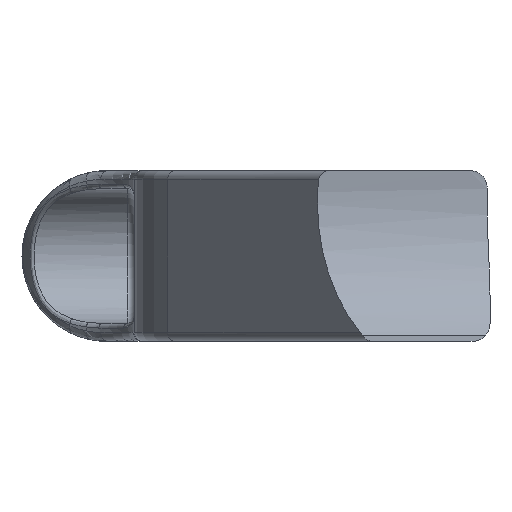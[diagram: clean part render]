
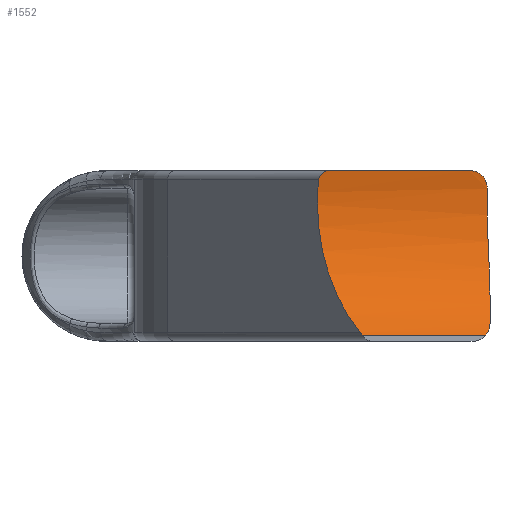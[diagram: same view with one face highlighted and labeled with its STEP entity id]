
A CAD part, front view. The second image highlights one B-rep face of the part: STEP entity #1552.
In plain terms, the highlighted cylindrical face has radius 19.05 mm (diameter 38.1 mm), a partial arc.
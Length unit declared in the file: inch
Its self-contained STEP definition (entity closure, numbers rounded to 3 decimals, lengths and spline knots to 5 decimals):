
#70=ELLIPSE('',#1721,0.92061,0.75);
#119=LINE('',#3235,#189);
#120=LINE('',#3258,#190);
#189=VECTOR('',#2065,0.3937);
#190=VECTOR('',#2068,0.3937);
#234=CYLINDRICAL_SURFACE('',#1719,0.75);
#308=FACE_OUTER_BOUND('',#412,.T.);
#412=EDGE_LOOP('',(#1255,#1256,#1257,#1258,#1259,#1260,#1261,#1262,#1263));
#477=B_SPLINE_CURVE_WITH_KNOTS('',3,(#2730,#2731,#2732,#2733,#2734,#2735,
#2736,#2737,#2738,#2739),.UNSPECIFIED.,.F.,.F.,(4,2,2,2,4),(3.49882,
3.64724,4.01354,4.37985,4.69603),
 .UNSPECIFIED.);
#494=B_SPLINE_CURVE_WITH_KNOTS('',3,(#3230,#3231,#3232,#3233),
 .UNSPECIFIED.,.F.,.F.,(4,4),(0.21126,0.26449),
 .UNSPECIFIED.);
#495=B_SPLINE_CURVE_WITH_KNOTS('',3,(#3237,#3238,#3239,#3240,#3241,#3242),
 .UNSPECIFIED.,.F.,.F.,(4,2,4),(0.35433,0.47132,0.54524),
 .UNSPECIFIED.);
#496=B_SPLINE_CURVE_WITH_KNOTS('',3,(#3245,#3246,#3247,#3248,#3249,#3250,
#3251,#3252,#3253,#3254,#3255,#3256),.UNSPECIFIED.,.F.,.F.,(4,2,2,2,2,4),
(-0.31676,-0.3092,-0.23249,-0.15581,
-0.07827,0.),.UNSPECIFIED.);
#497=B_SPLINE_CURVE_WITH_KNOTS('',3,(#3260,#3261,#3262,#3263,#3264,#3265,
#3266,#3267,#3268,#3269),.UNSPECIFIED.,.F.,.F.,(4,2,2,2,4),(-0.17529,
-0.13615,-0.097,-0.0485,0.),
 .UNSPECIFIED.);
#566=CIRCLE('',#1720,0.75);
#645=VERTEX_POINT('',#2727);
#646=VERTEX_POINT('',#2729);
#702=VERTEX_POINT('',#3228);
#703=VERTEX_POINT('',#3229);
#704=VERTEX_POINT('',#3234);
#705=VERTEX_POINT('',#3236);
#706=VERTEX_POINT('',#3244);
#707=VERTEX_POINT('',#3257);
#708=VERTEX_POINT('',#3259);
#802=EDGE_CURVE('',#645,#646,#477,.T.);
#899=EDGE_CURVE('',#702,#703,#494,.T.);
#900=EDGE_CURVE('',#704,#702,#119,.T.);
#901=EDGE_CURVE('',#705,#704,#495,.T.);
#902=EDGE_CURVE('',#646,#705,#566,.T.);
#903=EDGE_CURVE('',#706,#645,#496,.T.);
#904=EDGE_CURVE('',#707,#706,#120,.T.);
#905=EDGE_CURVE('',#708,#707,#497,.T.);
#906=EDGE_CURVE('',#703,#708,#70,.T.);
#1255=ORIENTED_EDGE('',*,*,#899,.F.);
#1256=ORIENTED_EDGE('',*,*,#900,.F.);
#1257=ORIENTED_EDGE('',*,*,#901,.F.);
#1258=ORIENTED_EDGE('',*,*,#902,.F.);
#1259=ORIENTED_EDGE('',*,*,#802,.F.);
#1260=ORIENTED_EDGE('',*,*,#903,.F.);
#1261=ORIENTED_EDGE('',*,*,#904,.F.);
#1262=ORIENTED_EDGE('',*,*,#905,.F.);
#1263=ORIENTED_EDGE('',*,*,#906,.F.);
#1552=ADVANCED_FACE('',(#308),#234,.F.);
#1719=AXIS2_PLACEMENT_3D('',#3227,#2063,#2064);
#1720=AXIS2_PLACEMENT_3D('',#3243,#2066,#2067);
#1721=AXIS2_PLACEMENT_3D('',#3270,#2069,#2070);
#2063=DIRECTION('center_axis',(-1.,0.,0.));
#2064=DIRECTION('ref_axis',(0.,1.,0.));
#2065=DIRECTION('',(-1.,0.,0.));
#2066=DIRECTION('center_axis',(-1.,0.,0.));
#2067=DIRECTION('ref_axis',(0.,1.,0.));
#2068=DIRECTION('',(1.,0.,0.));
#2069=DIRECTION('center_axis',(0.815,0.58,0.));
#2070=DIRECTION('ref_axis',(-0.58,0.815,0.));
#2727=CARTESIAN_POINT('',(-0.32682,0.74767,0.05906));
#2729=CARTESIAN_POINT('',(-0.31496,0.62992,-0.40706));
#2730=CARTESIAN_POINT('Ctrl Pts',(-0.32682,0.74767,
0.05906));
#2731=CARTESIAN_POINT('Ctrl Pts',(-0.32714,0.74924,
0.03921));
#2732=CARTESIAN_POINT('Ctrl Pts',(-0.3273,0.75,0.01948));
#2733=CARTESIAN_POINT('Ctrl Pts',(-0.3273,0.75,-0.04807));
#2734=CARTESIAN_POINT('Ctrl Pts',(-0.32626,0.7453,
-0.09767));
#2735=CARTESIAN_POINT('Ctrl Pts',(-0.32269,0.72565,
-0.19607));
#2736=CARTESIAN_POINT('Ctrl Pts',(-0.32018,0.7107,
-0.24489));
#2737=CARTESIAN_POINT('Ctrl Pts',(-0.31636,0.67399,
-0.3319));
#2738=CARTESIAN_POINT('Ctrl Pts',(-0.31496,0.65342,
-0.3707));
#2739=CARTESIAN_POINT('Ctrl Pts',(-0.31496,0.62992,-0.40706));
#3227=CARTESIAN_POINT('Origin',(0.,0.,0.));
#3228=CARTESIAN_POINT('',(-0.87,0.47244,-0.58249));
#3229=CARTESIAN_POINT('',(-0.88211,0.48643,-0.57087));
#3230=CARTESIAN_POINT('Ctrl Pts',(-0.87,0.47244,-0.58249));
#3231=CARTESIAN_POINT('Ctrl Pts',(-0.87466,0.47702,
-0.57878));
#3232=CARTESIAN_POINT('Ctrl Pts',(-0.87878,0.48175,-0.57485));
#3233=CARTESIAN_POINT('Ctrl Pts',(-0.88211,0.48643,
-0.57087));
#3234=CARTESIAN_POINT('',(-0.33371,0.47244,-0.58249));
#3235=CARTESIAN_POINT('',(0.,0.47244,-0.58249));
#3236=CARTESIAN_POINT('',(-0.31496,0.52916,-0.5315));
#3237=CARTESIAN_POINT('Ctrl Pts',(-0.31496,0.52916,
-0.5315));
#3238=CARTESIAN_POINT('Ctrl Pts',(-0.31496,0.51828,
-0.54233));
#3239=CARTESIAN_POINT('Ctrl Pts',(-0.31728,0.50617,
-0.55366));
#3240=CARTESIAN_POINT('Ctrl Pts',(-0.32501,0.48678,
-0.57066));
#3241=CARTESIAN_POINT('Ctrl Pts',(-0.32894,0.47936,
-0.57688));
#3242=CARTESIAN_POINT('Ctrl Pts',(-0.33371,0.47244,-0.58249));
#3243=CARTESIAN_POINT('Origin',(-0.31496,0.,0.));
#3244=CARTESIAN_POINT('',(-0.40508,0.73723,0.1378));
#3245=CARTESIAN_POINT('Ctrl Pts',(-0.40508,0.73723,
0.1378));
#3246=CARTESIAN_POINT('Ctrl Pts',(-0.40409,0.73723,
0.1378));
#3247=CARTESIAN_POINT('Ctrl Pts',(-0.40309,0.73724,0.13778));
#3248=CARTESIAN_POINT('Ctrl Pts',(-0.39203,0.73731,
0.13738));
#3249=CARTESIAN_POINT('Ctrl Pts',(-0.38215,0.73773,
0.13516));
#3250=CARTESIAN_POINT('Ctrl Pts',(-0.36375,0.73916,
0.12711));
#3251=CARTESIAN_POINT('Ctrl Pts',(-0.35546,0.74015,
0.12136));
#3252=CARTESIAN_POINT('Ctrl Pts',(-0.34146,0.74238,0.10692));
#3253=CARTESIAN_POINT('Ctrl Pts',(-0.33594,0.74358,
0.09835));
#3254=CARTESIAN_POINT('Ctrl Pts',(-0.32849,0.74584,
0.07945));
#3255=CARTESIAN_POINT('Ctrl Pts',(-0.32665,0.74686,
0.06929));
#3256=CARTESIAN_POINT('Ctrl Pts',(-0.32682,0.74767,
0.05906));
#3257=CARTESIAN_POINT('',(-1.01231,0.73723,0.1378));
#3258=CARTESIAN_POINT('',(0.,0.73723,0.1378));
#3259=CARTESIAN_POINT('',(-1.06511,0.74351,0.09843));
#3260=CARTESIAN_POINT('Ctrl Pts',(-1.06511,0.74351,0.09843));
#3261=CARTESIAN_POINT('Ctrl Pts',(-1.06463,0.74284,0.1035));
#3262=CARTESIAN_POINT('Ctrl Pts',(-1.06284,0.7421,0.10866));
#3263=CARTESIAN_POINT('Ctrl Pts',(-1.05723,0.74069,0.11788));
#3264=CARTESIAN_POINT('Ctrl Pts',(-1.05342,0.74003,0.12195));
#3265=CARTESIAN_POINT('Ctrl Pts',(-1.04448,0.73882,0.12908));
#3266=CARTESIAN_POINT('Ctrl Pts',(-1.03842,0.73823,0.13236));
#3267=CARTESIAN_POINT('Ctrl Pts',(-1.02552,0.73744,0.13672));
#3268=CARTESIAN_POINT('Ctrl Pts',(-1.01868,0.73723,0.1378));
#3269=CARTESIAN_POINT('Ctrl Pts',(-1.01231,0.73723,0.1378));
#3270=CARTESIAN_POINT('Origin',(-0.53585,0.,0.));
